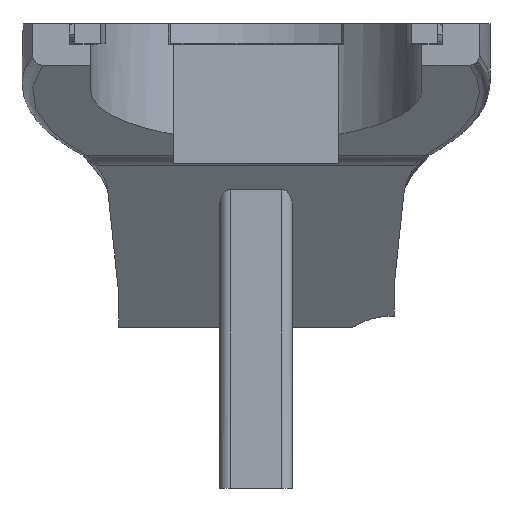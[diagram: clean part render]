
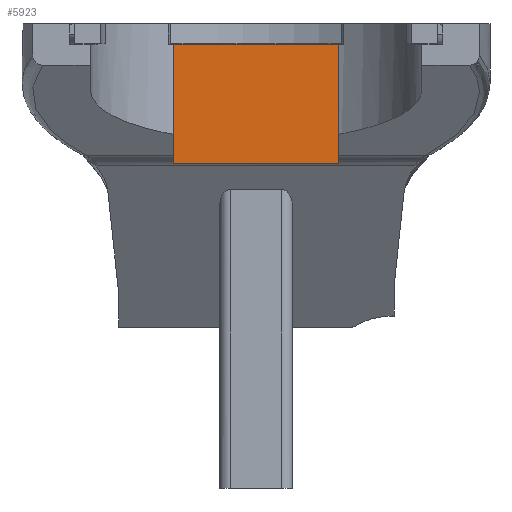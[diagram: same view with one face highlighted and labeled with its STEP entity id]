
A CAD part, front view. The second image highlights one B-rep face of the part: STEP entity #5923.
In plain terms, the highlighted planar face has unit normal (0, -1, 0).
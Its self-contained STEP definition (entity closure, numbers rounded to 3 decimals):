
#36 = DIRECTION ( 'NONE',  ( 1., 0., 0. ) ) ;
#104 = EDGE_CURVE ( 'NONE', #1109, #172, #3408, .T. ) ;
#172 = VERTEX_POINT ( 'NONE', #5635 ) ;
#188 = ORIENTED_EDGE ( 'NONE', *, *, #104, .F. ) ;
#592 = AXIS2_PLACEMENT_3D ( 'NONE', #3262, #2869, #890 ) ;
#620 = VERTEX_POINT ( 'NONE', #2122 ) ;
#727 = ORIENTED_EDGE ( 'NONE', *, *, #4909, .T. ) ;
#886 = CARTESIAN_POINT ( 'NONE',  ( -8., -15., 2. ) ) ;
#890 = DIRECTION ( 'NONE',  ( 0., 0., -1. ) ) ;
#1109 = VERTEX_POINT ( 'NONE', #886 ) ;
#1112 = DIRECTION ( 'NONE',  ( 0., 0., 1. ) ) ;
#1130 = VERTEX_POINT ( 'NONE', #3571 ) ;
#1568 = ORIENTED_EDGE ( 'NONE', *, *, #4789, .T. ) ;
#2093 = DIRECTION ( 'NONE',  ( 0., 0., 1. ) ) ;
#2122 = CARTESIAN_POINT ( 'NONE',  ( -8., -15., -9.5 ) ) ;
#2505 = VECTOR ( 'NONE', #3340, 1000. ) ;
#2615 = ORIENTED_EDGE ( 'NONE', *, *, #3975, .F. ) ;
#2869 = DIRECTION ( 'NONE',  ( 0., -1., 0. ) ) ;
#3014 = VECTOR ( 'NONE', #1112, 1000. ) ;
#3039 = LINE ( 'NONE', #5805, #3014 ) ;
#3262 = CARTESIAN_POINT ( 'NONE',  ( 0., -15., -9.5 ) ) ;
#3340 = DIRECTION ( 'NONE',  ( 1., 0., 0. ) ) ;
#3408 = LINE ( 'NONE', #3777, #2505 ) ;
#3571 = CARTESIAN_POINT ( 'NONE',  ( 8., -15., -9.5 ) ) ;
#3706 = VECTOR ( 'NONE', #2093, 1000. ) ;
#3777 = CARTESIAN_POINT ( 'NONE',  ( 0., -15., 2. ) ) ;
#3975 = EDGE_CURVE ( 'NONE', #620, #1109, #3039, .T. ) ;
#4218 = CARTESIAN_POINT ( 'NONE',  ( 8., -15., -9.5 ) ) ;
#4255 = FACE_OUTER_BOUND ( 'NONE', #5580, .T. ) ;
#4271 = LINE ( 'NONE', #4218, #3706 ) ;
#4297 = VECTOR ( 'NONE', #36, 1000. ) ;
#4329 = LINE ( 'NONE', #4729, #4297 ) ;
#4652 = PLANE ( 'NONE',  #592 ) ;
#4729 = CARTESIAN_POINT ( 'NONE',  ( 0., -15., -9.5 ) ) ;
#4789 = EDGE_CURVE ( 'NONE', #620, #1130, #4329, .T. ) ;
#4909 = EDGE_CURVE ( 'NONE', #1130, #172, #4271, .T. ) ;
#5580 = EDGE_LOOP ( 'NONE', ( #727, #188, #2615, #1568 ) ) ;
#5635 = CARTESIAN_POINT ( 'NONE',  ( 8., -15., 2. ) ) ;
#5805 = CARTESIAN_POINT ( 'NONE',  ( -8., -15., -9.5 ) ) ;
#5923 = ADVANCED_FACE ( 'NONE', ( #4255 ), #4652, .T. ) ;
